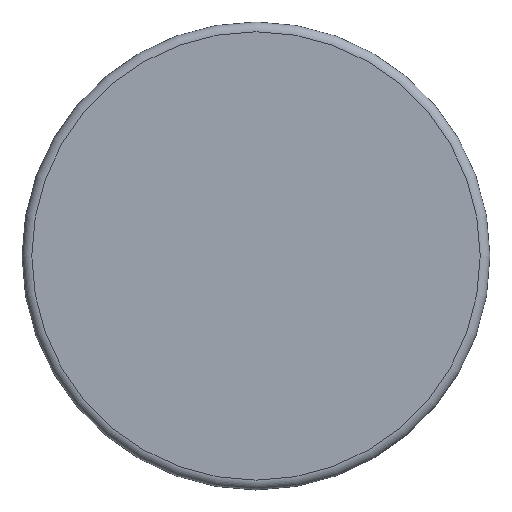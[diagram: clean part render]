
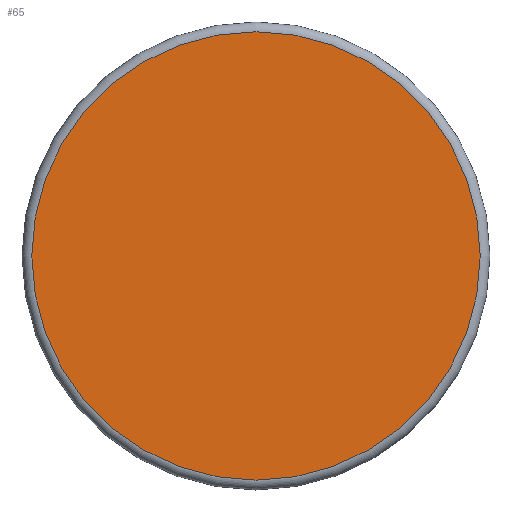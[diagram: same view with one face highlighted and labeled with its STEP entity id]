
A CAD part, top view. The second image highlights one B-rep face of the part: STEP entity #65.
In plain terms, the highlighted planar face has unit normal (0, 0, 1).
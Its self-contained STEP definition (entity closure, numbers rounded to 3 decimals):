
#65 = ADVANCED_FACE( '', ( #140 ), #141, .F. );
#140 = FACE_OUTER_BOUND( '', #213, .T. );
#141 = PLANE( '', #214 );
#213 = EDGE_LOOP( '', ( #304 ) );
#214 = AXIS2_PLACEMENT_3D( '', #305, #306, #307 );
#304 = ORIENTED_EDGE( '', *, *, #358, .T. );
#305 = CARTESIAN_POINT( '', ( 24., 0., 16.5 ) );
#306 = DIRECTION( '', ( 0., 0., -1. ) );
#307 = DIRECTION( '', ( -1., 0., 0. ) );
#358 = EDGE_CURVE( '', #405, #405, #406, .F. );
#405 = VERTEX_POINT( '', #454 );
#406 = CIRCLE( '', #455, 23. );
#454 = CARTESIAN_POINT( '', ( -23., 0., 16.5 ) );
#455 = AXIS2_PLACEMENT_3D( '', #504, #505, #506 );
#504 = CARTESIAN_POINT( '', ( 0., 0., 16.5 ) );
#505 = DIRECTION( '', ( 0., 0., -1. ) );
#506 = DIRECTION( '', ( -1., 0., 0. ) );
